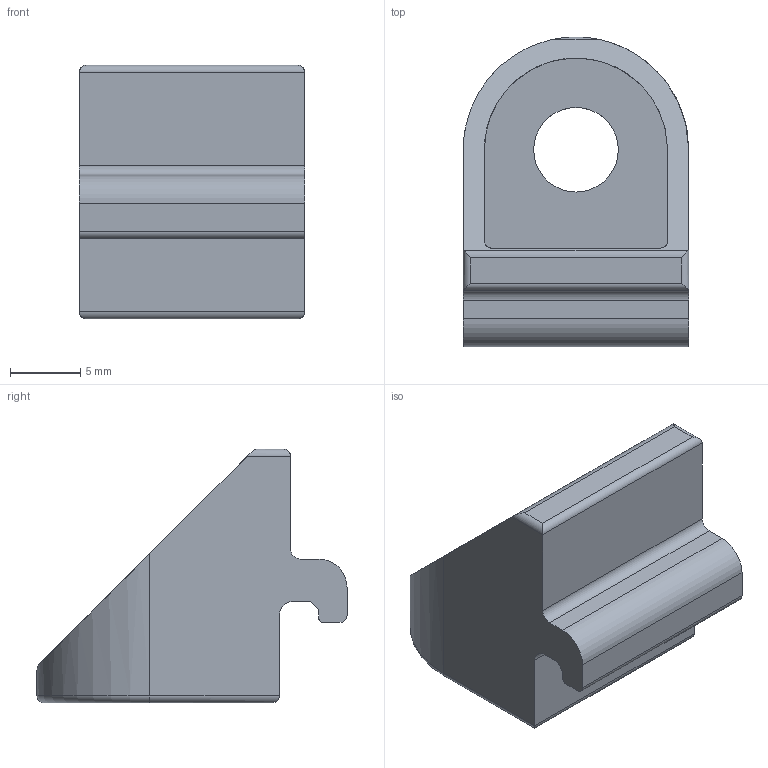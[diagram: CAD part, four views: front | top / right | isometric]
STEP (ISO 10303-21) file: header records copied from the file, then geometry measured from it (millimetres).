
FILE_DESCRIPTION(('STEP AP203'),'1');
FILE_NAME('FIXE05E1470.stp','2023-10-02T14:04:32',(' '),(' '),'Spatial InterOp 3D',' ',' ');
FILE_SCHEMA(('CONFIG_CONTROL_DESIGN'));
Length unit declared in the file: millimetre
Products named in the file (1): Equerre de bridage 5
Bounding box: 16 x 22 x 18 mm (x, y, z)
Volume: 1951.7 mm3; surface area: 1812.1 mm2
Topology: 1 solids, 1 shells, 36 faces, 94 edges, 61 vertices
Faces by surface type: cylinder 18, plane 17, torus 1
Full cylindrical faces by diameter (mm): 6 x1
Entity records: 1259 total; most frequent: CARTESIAN_POINT 211, DIRECTION 193, ORIENTED_EDGE 186, EDGE_CURVE 93, AXIS2_PLACEMENT_3D 67, VERTEX_POINT 61, LINE 59, VECTOR 59
